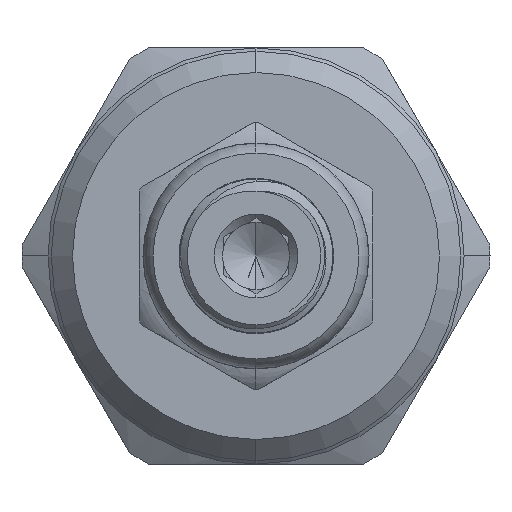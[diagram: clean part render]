
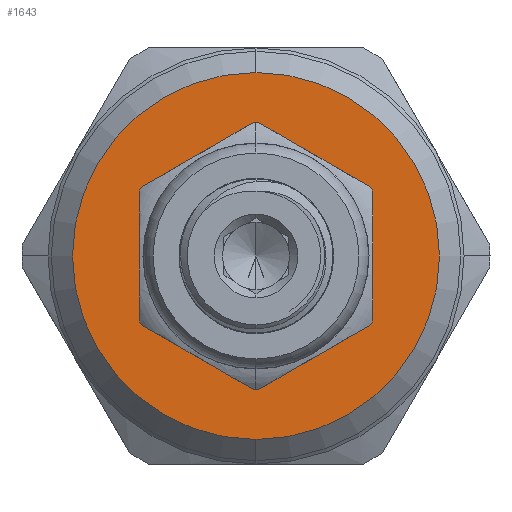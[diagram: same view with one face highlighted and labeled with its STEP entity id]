
A CAD part, left-side view. The second image highlights one B-rep face of the part: STEP entity #1643.
In plain terms, the highlighted planar face has unit normal (-1, 0, 0).
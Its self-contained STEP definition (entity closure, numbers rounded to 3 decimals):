
#596 = VERTEX_POINT ( 'NONE', #12821 ) ;
#946 = CIRCLE ( 'NONE', #1546, 11.2 ) ;
#1024 = VERTEX_POINT ( 'NONE', #9111 ) ;
#1282 = DIRECTION ( 'NONE',  ( 0., 0., -1. ) ) ;
#1437 = DIRECTION ( 'NONE',  ( -1., 0., 0. ) ) ;
#1546 = AXIS2_PLACEMENT_3D ( 'NONE', #2502, #1437, #12248 ) ;
#1643 = ADVANCED_FACE ( 'NONE', ( #6469, #3813 ), #5086, .F. ) ;
#1837 = DIRECTION ( 'NONE',  ( -1., 0., 0. ) ) ;
#2502 = CARTESIAN_POINT ( 'NONE',  ( -6.4, 0., 0. ) ) ;
#2555 = CIRCLE ( 'NONE', #12257, 6.875 ) ;
#2680 = EDGE_CURVE ( 'NONE', #596, #11424, #2555, .T. ) ;
#2835 = DIRECTION ( 'NONE',  ( 0., 0., -1. ) ) ;
#2869 = CARTESIAN_POINT ( 'NONE',  ( -6.4, 0., 0. ) ) ;
#3813 = FACE_OUTER_BOUND ( 'NONE', #10805, .T. ) ;
#3971 = CARTESIAN_POINT ( 'NONE',  ( -6.4, 0., 0. ) ) ;
#4355 = AXIS2_PLACEMENT_3D ( 'NONE', #6092, #9987, #1282 ) ;
#4626 = AXIS2_PLACEMENT_3D ( 'NONE', #8173, #9096, #11989 ) ;
#4819 = CIRCLE ( 'NONE', #4355, 6.875 ) ;
#5086 = PLANE ( 'NONE',  #4626 ) ;
#5125 = CARTESIAN_POINT ( 'NONE',  ( -6.4, 0., 11.2 ) ) ;
#5659 = CARTESIAN_POINT ( 'NONE',  ( -6.4, 0., -6.875 ) ) ;
#6092 = CARTESIAN_POINT ( 'NONE',  ( -6.4, 0., 0. ) ) ;
#6273 = VERTEX_POINT ( 'NONE', #5125 ) ;
#6469 = FACE_BOUND ( 'NONE', #8796, .T. ) ;
#6679 = CIRCLE ( 'NONE', #9288, 11.2 ) ;
#6754 = EDGE_CURVE ( 'NONE', #1024, #6273, #946, .T. ) ;
#6940 = ORIENTED_EDGE ( 'NONE', *, *, #12497, .T. ) ;
#7432 = ORIENTED_EDGE ( 'NONE', *, *, #11033, .T. ) ;
#7484 = ORIENTED_EDGE ( 'NONE', *, *, #6754, .T. ) ;
#8173 = CARTESIAN_POINT ( 'NONE',  ( -6.4, 0., 0. ) ) ;
#8796 = EDGE_LOOP ( 'NONE', ( #12348, #7432 ) ) ;
#9096 = DIRECTION ( 'NONE',  ( 1., 0., 0. ) ) ;
#9111 = CARTESIAN_POINT ( 'NONE',  ( -6.4, 0., -11.2 ) ) ;
#9288 = AXIS2_PLACEMENT_3D ( 'NONE', #3971, #1837, #2835 ) ;
#9683 = DIRECTION ( 'NONE',  ( 1., 0., 0. ) ) ;
#9987 = DIRECTION ( 'NONE',  ( 1., 0., 0. ) ) ;
#10735 = DIRECTION ( 'NONE',  ( 0., 0., -1. ) ) ;
#10805 = EDGE_LOOP ( 'NONE', ( #7484, #6940 ) ) ;
#11033 = EDGE_CURVE ( 'NONE', #11424, #596, #4819, .T. ) ;
#11424 = VERTEX_POINT ( 'NONE', #5659 ) ;
#11989 = DIRECTION ( 'NONE',  ( 0., 0., -1. ) ) ;
#12248 = DIRECTION ( 'NONE',  ( 0., 0., -1. ) ) ;
#12257 = AXIS2_PLACEMENT_3D ( 'NONE', #2869, #9683, #10735 ) ;
#12348 = ORIENTED_EDGE ( 'NONE', *, *, #2680, .T. ) ;
#12497 = EDGE_CURVE ( 'NONE', #6273, #1024, #6679, .T. ) ;
#12821 = CARTESIAN_POINT ( 'NONE',  ( -6.4, 0., 6.875 ) ) ;
